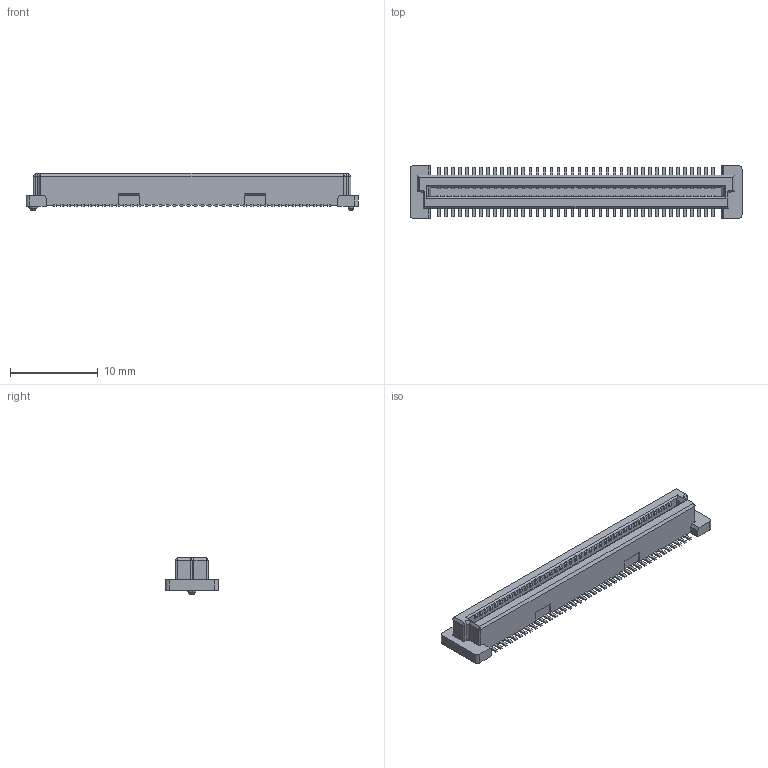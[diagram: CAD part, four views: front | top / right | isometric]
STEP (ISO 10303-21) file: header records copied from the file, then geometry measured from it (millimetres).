
FILE_DESCRIPTION((''),'2;1');
FILE_NAME('C-5177983-3','2015-08-13T',('workeradm'),('Tyco Electronics Ltd.'),'PRO/ENGINEER BY PARAMETRIC TECHNOLOGY CORPORATION, 2014090','PRO/ENGINEER BY PARAMETRIC TECHNOLOGY CORPORATION, 2014090','');
FILE_SCHEMA(('AUTOMOTIVE_DESIGN { 1 0 10303 214 1 1 1 1 }'));
Length unit declared in the file: millimetre
Products named in the file (1): C-5177983-3
Bounding box: 37.8 x 6 x 4.25 mm (x, y, z)
Volume: 423.8 mm3; surface area: 871.9 mm2
Topology: 1 solids, 1 shells, 971 faces, 2878 edges, 1906 vertices
Faces by surface type: plane 621, cylinder 334, cone 16
Entity records: 32754 total; most frequent: CARTESIAN_POINT 5813, ORIENTED_EDGE 5744, DIRECTION 5642, EDGE_CURVE 2872, VECTOR 2024, LINE 2024, VERTEX_POINT 1906, AXIS2_PLACEMENT_3D 1809
